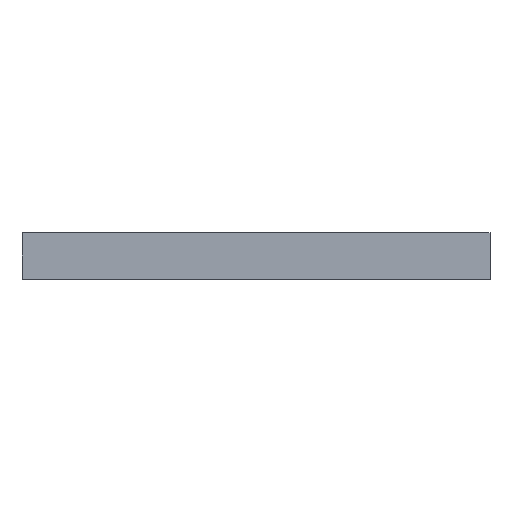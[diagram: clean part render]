
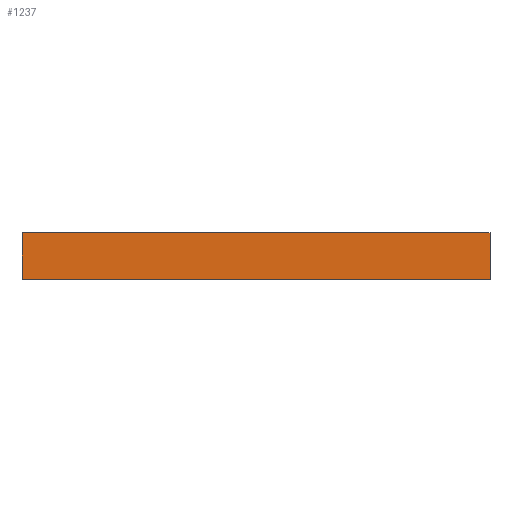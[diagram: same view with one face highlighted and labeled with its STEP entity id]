
A CAD part, front view. The second image highlights one B-rep face of the part: STEP entity #1237.
In plain terms, the highlighted planar face has unit normal (0, -1, 0).
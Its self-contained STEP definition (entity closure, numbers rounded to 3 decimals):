
#78 = LINE ( 'NONE', #363, #988 ) ;
#94 = VECTOR ( 'NONE', #865, 1000. ) ;
#214 = VECTOR ( 'NONE', #484, 1000. ) ;
#331 = DIRECTION ( 'NONE',  ( 0., 0., -1. ) ) ;
#363 = CARTESIAN_POINT ( 'NONE',  ( -50., -70., 0. ) ) ;
#444 = EDGE_CURVE ( 'NONE', #1338, #1639, #566, .T. ) ;
#458 = CARTESIAN_POINT ( 'NONE',  ( -50., -70., 10. ) ) ;
#484 = DIRECTION ( 'NONE',  ( 1., 0., 0. ) ) ;
#566 = LINE ( 'NONE', #1150, #214 ) ;
#637 = ORIENTED_EDGE ( 'NONE', *, *, #1005, .F. ) ;
#728 = CARTESIAN_POINT ( 'NONE',  ( -50., -70., 10. ) ) ;
#840 = LINE ( 'NONE', #1404, #1664 ) ;
#865 = DIRECTION ( 'NONE',  ( 0., 0., -1. ) ) ;
#898 = VERTEX_POINT ( 'NONE', #1519 ) ;
#934 = FACE_OUTER_BOUND ( 'NONE', #1408, .T. ) ;
#982 = LINE ( 'NONE', #458, #94 ) ;
#988 = VECTOR ( 'NONE', #1277, 1000. ) ;
#996 = VERTEX_POINT ( 'NONE', #1147 ) ;
#1005 = EDGE_CURVE ( 'NONE', #1639, #898, #840, .T. ) ;
#1039 = EDGE_CURVE ( 'NONE', #1338, #996, #982, .T. ) ;
#1094 = ORIENTED_EDGE ( 'NONE', *, *, #1509, .T. ) ;
#1146 = ORIENTED_EDGE ( 'NONE', *, *, #444, .F. ) ;
#1147 = CARTESIAN_POINT ( 'NONE',  ( -50., -70., 0. ) ) ;
#1150 = CARTESIAN_POINT ( 'NONE',  ( -50., -70., 10. ) ) ;
#1221 = DIRECTION ( 'NONE',  ( 0., 1., 0. ) ) ;
#1226 = CARTESIAN_POINT ( 'NONE',  ( 50., -70., 10. ) ) ;
#1237 = ADVANCED_FACE ( 'NONE', ( #934 ), #1467, .F. ) ;
#1277 = DIRECTION ( 'NONE',  ( 1., 0., 0. ) ) ;
#1338 = VERTEX_POINT ( 'NONE', #728 ) ;
#1404 = CARTESIAN_POINT ( 'NONE',  ( 50., -70., 10. ) ) ;
#1408 = EDGE_LOOP ( 'NONE', ( #1094, #637, #1146, #1693 ) ) ;
#1467 = PLANE ( 'NONE',  #1723 ) ;
#1509 = EDGE_CURVE ( 'NONE', #996, #898, #78, .T. ) ;
#1519 = CARTESIAN_POINT ( 'NONE',  ( 50., -70., 0. ) ) ;
#1617 = CARTESIAN_POINT ( 'NONE',  ( -50., -70., 10. ) ) ;
#1639 = VERTEX_POINT ( 'NONE', #1226 ) ;
#1664 = VECTOR ( 'NONE', #331, 1000. ) ;
#1693 = ORIENTED_EDGE ( 'NONE', *, *, #1039, .T. ) ;
#1723 = AXIS2_PLACEMENT_3D ( 'NONE', #1617, #1221, #1734 ) ;
#1734 = DIRECTION ( 'NONE',  ( -1., 0., 0. ) ) ;
